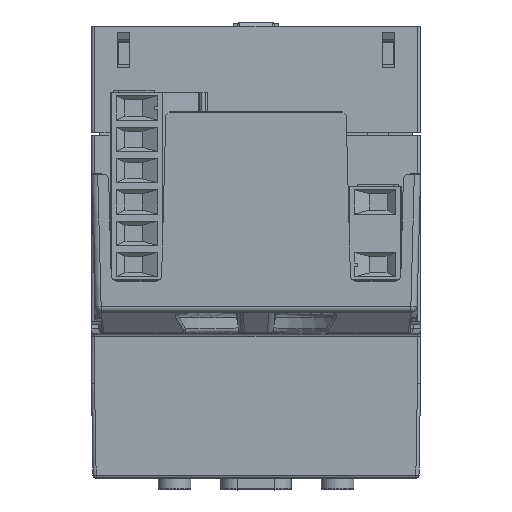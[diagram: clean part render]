
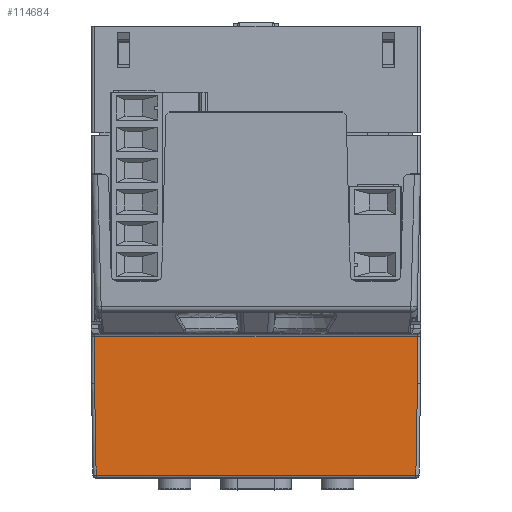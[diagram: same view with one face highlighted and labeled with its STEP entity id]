
A CAD part, front view. The second image highlights one B-rep face of the part: STEP entity #114684.
In plain terms, the highlighted planar face has unit normal (0, -1, -0.018).
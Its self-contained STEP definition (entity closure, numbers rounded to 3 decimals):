
#39894=DIRECTION('',(1.,0.,0.));
#39895=VECTOR('',#39894,50.992);
#39896=CARTESIAN_POINT('',(-25.496,-22.246,
-54.559));
#39897=LINE('',#39896,#39895);
#39946=CARTESIAN_POINT('',(25.75,-22.5,
-40.));
#39967=DIRECTION('',(0.,-0.017,1.));
#39968=VECTOR('',#39967,7.51);
#39969=CARTESIAN_POINT('',(25.75,-22.5,
-40.));
#39970=LINE('',#39969,#39968);
#39974=DIRECTION('',(-0.017,0.017,-1.));
#39975=VECTOR('',#39974,14.563);
#39976=CARTESIAN_POINT('',(25.75,-22.5,
-40.));
#39977=LINE('',#39976,#39975);
#39981=DIRECTION('',(-0.017,-0.017,1.));
#39982=VECTOR('',#39981,14.563);
#39983=CARTESIAN_POINT('',(-25.496,-22.246,
-54.559));
#39984=LINE('',#39983,#39982);
#40004=CARTESIAN_POINT('',(-25.75,-22.5,
-40.));
#40009=DIRECTION('',(0.,0.017,-1.));
#40010=VECTOR('',#40009,7.51);
#40011=CARTESIAN_POINT('',(-25.75,-22.631,-32.491));
#40012=LINE('',#40011,#40010);
#41803=DIRECTION('',(-1.,0.,0.));
#41804=VECTOR('',#41803,51.5);
#41805=CARTESIAN_POINT('',(25.75,-22.631,-32.491));
#41806=LINE('',#41805,#41804);
#78430=CARTESIAN_POINT('',(-25.75,-22.631,-32.491));
#78431=VERTEX_POINT('',#78430);
#78460=CARTESIAN_POINT('',(25.75,-22.631,-32.491));
#78461=VERTEX_POINT('',#78460);
#79364=CARTESIAN_POINT('',(25.496,-22.246,
-54.559));
#79365=VERTEX_POINT('',#79364);
#79503=CARTESIAN_POINT('',(-25.496,-22.246,
-54.559));
#79504=VERTEX_POINT('',#79503);
#79570=VERTEX_POINT('',#39946);
#79579=VERTEX_POINT('',#40004);
#114668=CARTESIAN_POINT('',(28.665,-22.5,-40.));
#114669=DIRECTION('',(0.,-1.,-0.017));
#114670=DIRECTION('',(-1.,0.,0.));
#114671=AXIS2_PLACEMENT_3D('',#114668,#114669,#114670);
#114672=PLANE('',#114671);
#114673=ORIENTED_EDGE('',*,*,#114660,.F.);
#114674=ORIENTED_EDGE('',*,*,#114649,.T.);
#114675=ORIENTED_EDGE('',*,*,#114595,.F.);
#114677=ORIENTED_EDGE('',*,*,#114676,.T.);
#114679=ORIENTED_EDGE('',*,*,#114678,.F.);
#114681=ORIENTED_EDGE('',*,*,#114680,.F.);
#114682=EDGE_LOOP('',(#114673,#114674,#114675,#114677,#114679,#114681));
#114683=FACE_OUTER_BOUND('',#114682,.F.);
#114595=EDGE_CURVE('',#79504,#79365,#39897,.T.);
#114649=EDGE_CURVE('',#79570,#79365,#39977,.T.);
#114660=EDGE_CURVE('',#79570,#78461,#39970,.T.);
#114676=EDGE_CURVE('',#79504,#79579,#39984,.T.);
#114678=EDGE_CURVE('',#78431,#79579,#40012,.T.);
#114680=EDGE_CURVE('',#78461,#78431,#41806,.T.);
#114684=ADVANCED_FACE('',(#114683),#114672,.T.);
